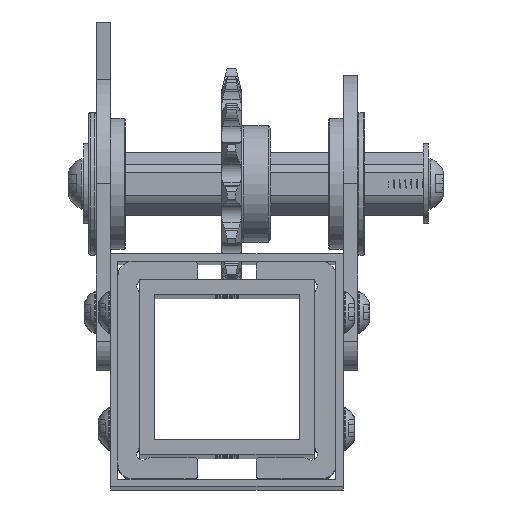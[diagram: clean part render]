
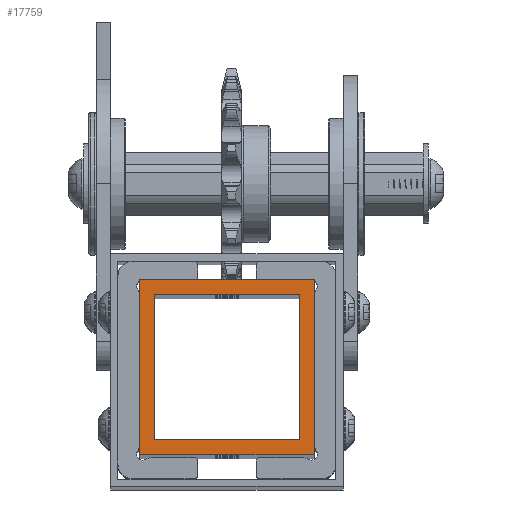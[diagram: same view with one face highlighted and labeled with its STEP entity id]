
A CAD part, top view. The second image highlights one B-rep face of the part: STEP entity #17759.
In plain terms, the highlighted face is planar.
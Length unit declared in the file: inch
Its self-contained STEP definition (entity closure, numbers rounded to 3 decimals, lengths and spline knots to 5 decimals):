
#1167=FACE_BOUND('',#4523,.T.);
#3274=FACE_OUTER_BOUND('',#4522,.T.);
#4522=EDGE_LOOP('',(#16463,#16464,#16465,#16466));
#4523=EDGE_LOOP('',(#16467,#16468,#16469,#16470));
#5720=LINE('',#39120,#7042);
#5729=LINE('',#39237,#7051);
#5834=LINE('',#39747,#7156);
#5836=LINE('',#39750,#7158);
#5838=LINE('',#39753,#7160);
#5841=LINE('',#39760,#7163);
#5843=LINE('',#39763,#7165);
#5845=LINE('',#39766,#7167);
#7042=VECTOR('',#23701,0.3937);
#7051=VECTOR('',#23814,0.3937);
#7156=VECTOR('',#24421,0.3937);
#7158=VECTOR('',#24425,0.3937);
#7160=VECTOR('',#24429,0.3937);
#7163=VECTOR('',#24434,0.3937);
#7165=VECTOR('',#24438,0.3937);
#7167=VECTOR('',#24442,0.3937);
#8630=VERTEX_POINT('',#39117);
#8631=VERTEX_POINT('',#39119);
#8686=VERTEX_POINT('',#39234);
#8687=VERTEX_POINT('',#39236);
#8840=VERTEX_POINT('',#39744);
#8841=VERTEX_POINT('',#39746);
#8843=VERTEX_POINT('',#39757);
#8844=VERTEX_POINT('',#39759);
#11061=EDGE_CURVE('',#8630,#8631,#5720,.T.);
#11120=EDGE_CURVE('',#8686,#8687,#5729,.T.);
#11375=EDGE_CURVE('',#8840,#8841,#5834,.T.);
#11377=EDGE_CURVE('',#8687,#8840,#5836,.T.);
#11379=EDGE_CURVE('',#8841,#8686,#5838,.T.);
#11382=EDGE_CURVE('',#8843,#8844,#5841,.T.);
#11384=EDGE_CURVE('',#8631,#8843,#5843,.T.);
#11386=EDGE_CURVE('',#8844,#8630,#5845,.T.);
#16463=ORIENTED_EDGE('',*,*,#11386,.F.);
#16464=ORIENTED_EDGE('',*,*,#11382,.F.);
#16465=ORIENTED_EDGE('',*,*,#11384,.F.);
#16466=ORIENTED_EDGE('',*,*,#11061,.F.);
#16467=ORIENTED_EDGE('',*,*,#11379,.F.);
#16468=ORIENTED_EDGE('',*,*,#11375,.F.);
#16469=ORIENTED_EDGE('',*,*,#11377,.F.);
#16470=ORIENTED_EDGE('',*,*,#11120,.F.);
#16841=PLANE('',#19667);
#17759=ADVANCED_FACE('',(#3274,#1167),#16841,.F.);
#19667=AXIS2_PLACEMENT_3D('',#39768,#24445,#24446);
#23701=DIRECTION('',(1.,0.,0.));
#23814=DIRECTION('',(1.,0.,0.));
#24421=DIRECTION('',(-1.,0.,0.));
#24425=DIRECTION('',(0.,-1.,0.));
#24429=DIRECTION('',(0.,1.,0.));
#24434=DIRECTION('',(-1.,0.,0.));
#24438=DIRECTION('',(0.,1.,0.));
#24442=DIRECTION('',(0.,-1.,0.));
#24445=DIRECTION('center_axis',(0.,0.,1.));
#24446=DIRECTION('ref_axis',(1.,0.,0.));
#39117=CARTESIAN_POINT('',(0.,0.,0.));
#39119=CARTESIAN_POINT('',(1.5,0.,0.));
#39120=CARTESIAN_POINT('',(0.,0.,0.));
#39234=CARTESIAN_POINT('',(0.125,1.375,0.));
#39236=CARTESIAN_POINT('',(1.375,1.375,0.));
#39237=CARTESIAN_POINT('',(1.375,1.375,0.));
#39744=CARTESIAN_POINT('',(1.375,0.125,0.));
#39746=CARTESIAN_POINT('',(0.125,0.125,0.));
#39747=CARTESIAN_POINT('',(0.125,0.125,0.));
#39750=CARTESIAN_POINT('',(1.375,0.125,0.));
#39753=CARTESIAN_POINT('',(0.125,1.375,0.));
#39757=CARTESIAN_POINT('',(1.5,1.5,0.));
#39759=CARTESIAN_POINT('',(0.,1.5,0.));
#39760=CARTESIAN_POINT('',(1.5,1.5,0.));
#39763=CARTESIAN_POINT('',(1.5,0.,0.));
#39766=CARTESIAN_POINT('',(0.,1.5,0.));
#39768=CARTESIAN_POINT('Origin',(0.75,0.75,0.));
